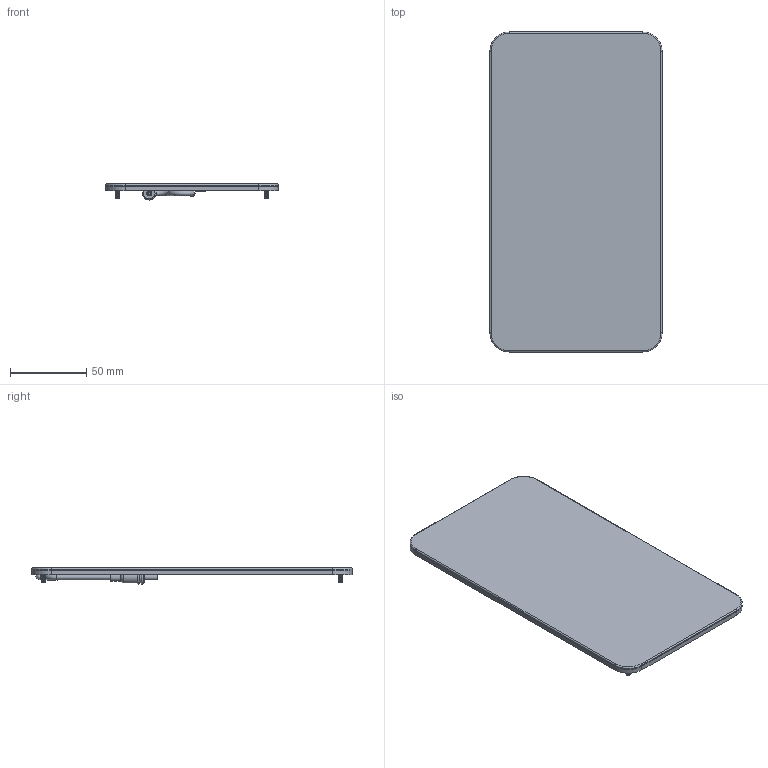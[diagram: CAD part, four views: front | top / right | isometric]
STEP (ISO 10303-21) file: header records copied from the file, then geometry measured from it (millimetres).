
FILE_DESCRIPTION(/* description */ (''),/* implementation_level */ '2;1');
FILE_NAME(/* name */ 'P103 R3B.stp',/* time_stamp */ '2020-05-08T11:48:18-04:00',/* author */ ('Michael'),/* organization */ (''),/* preprocessor_version */ 'ST-DEVELOPER v18',/* originating_system */ 'Autodesk Inventor 2020',/* authorisation */ '');
FILE_SCHEMA (('AUTOMOTIVE_DESIGN { 1 0 10303 214 3 1 1 }'));
Products named in the file (7): 3.4W 6V 113x210mm ASSEMBLY CURRENT 2017 7 3; 3.4W 6V 113x210mm PANEL CURRENT 2017 7 3; 4-40 8mm SS316 Panel Screw; Strain Relief; Wire 17 w M3511 (2 Bends).ipt; 3.2mm Wire (2 Bends); M3511 Plug
Assembly tree (9 placements, depth 3):
  3.4W 6V 113x210mm ASSEMBLY CURRENT 2017 7 3
    3.4W 6V 113x210mm PANEL CURRENT 2017 7 3
    4-40 8mm SS316 Panel Screw  x4
    Strain Relief
    Wire 17 w M3511 (2 Bends).ipt
      3.2mm Wire (2 Bends)
      M3511 Plug
Bounding box: 113 x 210 x 10.6 mm (x, y, z)
Volume: 114411.8 mm3; surface area: 114682.3 mm2
Topology: 13 solids, 13 shells, 318 faces, 832 edges, 553 vertices
Faces by surface type: plane 155, cylinder 134, torus 10, bspline 10, cone 9
Full cylindrical faces by diameter (mm): 1.5 x1, 2.088 x40, 2.1 x4, 2.5 x2, 2.781 x44, 3.2 x3, 3.3 x2, 3.5 x1, 5 x4, 7.5 x3
Entity records: 17104 total; most frequent: CARTESIAN_POINT 11776, ORIENTED_EDGE 1036, DIRECTION 1025, EDGE_CURVE 518, VERTEX_POINT 346, AXIS2_PLACEMENT_3D 343, LINE 339, VECTOR 339
